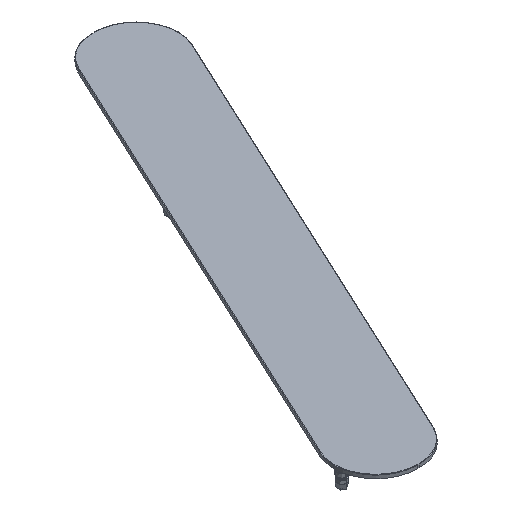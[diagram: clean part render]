
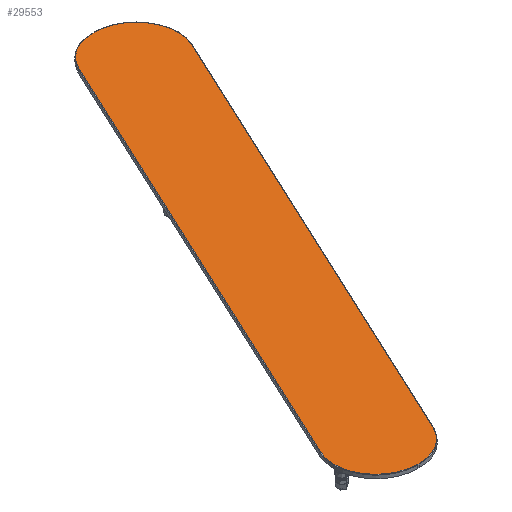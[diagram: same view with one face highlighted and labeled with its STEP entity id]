
A CAD part, isometric view. The second image highlights one B-rep face of the part: STEP entity #29553.
In plain terms, the highlighted planar face has unit normal (0, 0, 1).
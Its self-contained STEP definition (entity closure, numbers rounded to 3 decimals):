
#389 = VERTEX_POINT ( 'NONE', #15494 ) ;
#1206 = CIRCLE ( 'NONE', #38964, 23.25 ) ;
#1457 = CARTESIAN_POINT ( 'NONE',  ( 58.436, 149.75, 2. ) ) ;
#2966 = DIRECTION ( 'NONE',  ( 0., 0., 1. ) ) ;
#3278 = DIRECTION ( 'NONE',  ( 1., 0., 0. ) ) ;
#3496 = VERTEX_POINT ( 'NONE', #35242 ) ;
#3746 = CARTESIAN_POINT ( 'NONE',  ( -59.54, -126.5, 2. ) ) ;
#4750 = VECTOR ( 'NONE', #30974, 1000. ) ;
#5078 = DIRECTION ( 'NONE',  ( 1., 0., 0. ) ) ;
#6600 = CIRCLE ( 'NONE', #22919, 23.25 ) ;
#6677 = DIRECTION ( 'NONE',  ( 0., 0., 1. ) ) ;
#8714 = CARTESIAN_POINT ( 'NONE',  ( -37.365, -136.326, 2. ) ) ;
#9610 = EDGE_CURVE ( 'NONE', #389, #23008, #31970, .T. ) ;
#9804 = CARTESIAN_POINT ( 'NONE',  ( 59.54, 126.5, 2. ) ) ;
#9973 = DIRECTION ( 'NONE',  ( 1., 0., 0. ) ) ;
#10184 = LINE ( 'NONE', #21077, #35998 ) ;
#11970 = VERTEX_POINT ( 'NONE', #21688 ) ;
#12590 = DIRECTION ( 'NONE',  ( -1., 0., 0. ) ) ;
#12822 = VECTOR ( 'NONE', #12590, 1000. ) ;
#13014 = CARTESIAN_POINT ( 'NONE',  ( 80.611, 116.674, 2. ) ) ;
#13095 = EDGE_CURVE ( 'NONE', #21445, #31140, #26698, .T. ) ;
#13631 = LINE ( 'NONE', #33849, #31806 ) ;
#13958 = CIRCLE ( 'NONE', #32418, 23.25 ) ;
#15494 = CARTESIAN_POINT ( 'NONE',  ( 59.54, 149.75, 2. ) ) ;
#15618 = EDGE_CURVE ( 'NONE', #35795, #21445, #18453, .T. ) ;
#16271 = ORIENTED_EDGE ( 'NONE', *, *, #37091, .T. ) ;
#16348 = CARTESIAN_POINT ( 'NONE',  ( -58.436, -126.5, 2. ) ) ;
#18392 = CARTESIAN_POINT ( 'NONE',  ( 59.54, 126.5, 2. ) ) ;
#18394 = DIRECTION ( 'NONE',  ( -0.423, -0.906, 0. ) ) ;
#18453 = CIRCLE ( 'NONE', #20734, 23.25 ) ;
#18909 = DIRECTION ( 'NONE',  ( 1., 0., 0. ) ) ;
#19201 = FACE_OUTER_BOUND ( 'NONE', #19939, .T. ) ;
#19254 = CARTESIAN_POINT ( 'NONE',  ( 59.54, 126.5, 2. ) ) ;
#19336 = ORIENTED_EDGE ( 'NONE', *, *, #21627, .T. ) ;
#19550 = DIRECTION ( 'NONE',  ( 0., 0., 1. ) ) ;
#19939 = EDGE_LOOP ( 'NONE', ( #35226, #24353, #19336, #36187, #38514, #39620, #31623, #28243, #16271 ) ) ;
#20075 = EDGE_CURVE ( 'NONE', #23008, #35610, #30740, .T. ) ;
#20734 = AXIS2_PLACEMENT_3D ( 'NONE', #16348, #19550, #9973 ) ;
#21077 = CARTESIAN_POINT ( 'NONE',  ( -80.611, -116.674, 2. ) ) ;
#21445 = VERTEX_POINT ( 'NONE', #8714 ) ;
#21627 = EDGE_CURVE ( 'NONE', #31140, #34793, #13958, .T. ) ;
#21688 = CARTESIAN_POINT ( 'NONE',  ( -80.611, -116.674, 2. ) ) ;
#21729 = CARTESIAN_POINT ( 'NONE',  ( 80.611, 116.674, 2. ) ) ;
#22919 = AXIS2_PLACEMENT_3D ( 'NONE', #9804, #36927, #3278 ) ;
#23008 = VERTEX_POINT ( 'NONE', #1457 ) ;
#24353 = ORIENTED_EDGE ( 'NONE', *, *, #13095, .T. ) ;
#26151 = CARTESIAN_POINT ( 'NONE',  ( -58.436, -149.75, 2. ) ) ;
#26698 = LINE ( 'NONE', #21729, #4750 ) ;
#27345 = DIRECTION ( 'NONE',  ( 1., 0., 0. ) ) ;
#27751 = AXIS2_PLACEMENT_3D ( 'NONE', #35668, #32636, #5078 ) ;
#27825 = DIRECTION ( 'NONE',  ( 1., 0., 0. ) ) ;
#27931 = EDGE_CURVE ( 'NONE', #35610, #11970, #10184, .T. ) ;
#28243 = ORIENTED_EDGE ( 'NONE', *, *, #37440, .T. ) ;
#28346 = CARTESIAN_POINT ( 'NONE',  ( 37.365, 136.326, 2. ) ) ;
#29553 = ADVANCED_FACE ( 'NONE', ( #19201 ), #37576, .T. ) ;
#30740 = CIRCLE ( 'NONE', #27751, 23.25 ) ;
#30891 = CARTESIAN_POINT ( 'NONE',  ( 58.436, 149.75, 2. ) ) ;
#30915 = DIRECTION ( 'NONE',  ( 0., 0., 1. ) ) ;
#30974 = DIRECTION ( 'NONE',  ( 0.423, 0.906, 0. ) ) ;
#31140 = VERTEX_POINT ( 'NONE', #13014 ) ;
#31623 = ORIENTED_EDGE ( 'NONE', *, *, #27931, .T. ) ;
#31806 = VECTOR ( 'NONE', #36780, 1000. ) ;
#31970 = LINE ( 'NONE', #30891, #12822 ) ;
#32069 = CARTESIAN_POINT ( 'NONE',  ( 82.79, 126.5, 2. ) ) ;
#32418 = AXIS2_PLACEMENT_3D ( 'NONE', #18392, #2966, #27345 ) ;
#32636 = DIRECTION ( 'NONE',  ( 0., 0., 1. ) ) ;
#33849 = CARTESIAN_POINT ( 'NONE',  ( -58.436, -149.75, 2. ) ) ;
#34132 = EDGE_CURVE ( 'NONE', #34793, #389, #6600, .T. ) ;
#34793 = VERTEX_POINT ( 'NONE', #32069 ) ;
#35226 = ORIENTED_EDGE ( 'NONE', *, *, #15618, .T. ) ;
#35242 = CARTESIAN_POINT ( 'NONE',  ( -59.54, -149.75, 2. ) ) ;
#35610 = VERTEX_POINT ( 'NONE', #28346 ) ;
#35668 = CARTESIAN_POINT ( 'NONE',  ( 58.436, 126.5, 2. ) ) ;
#35795 = VERTEX_POINT ( 'NONE', #26151 ) ;
#35998 = VECTOR ( 'NONE', #18394, 1000. ) ;
#36187 = ORIENTED_EDGE ( 'NONE', *, *, #34132, .T. ) ;
#36780 = DIRECTION ( 'NONE',  ( 1., 0., 0. ) ) ;
#36927 = DIRECTION ( 'NONE',  ( 0., 0., 1. ) ) ;
#37091 = EDGE_CURVE ( 'NONE', #3496, #35795, #13631, .T. ) ;
#37440 = EDGE_CURVE ( 'NONE', #11970, #3496, #1206, .T. ) ;
#37576 = PLANE ( 'NONE',  #37964 ) ;
#37964 = AXIS2_PLACEMENT_3D ( 'NONE', #19254, #30915, #27825 ) ;
#38514 = ORIENTED_EDGE ( 'NONE', *, *, #9610, .T. ) ;
#38964 = AXIS2_PLACEMENT_3D ( 'NONE', #3746, #6677, #18909 ) ;
#39620 = ORIENTED_EDGE ( 'NONE', *, *, #20075, .T. ) ;
